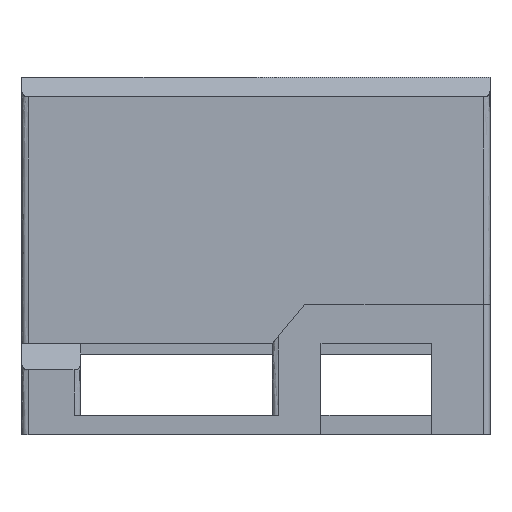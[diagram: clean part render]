
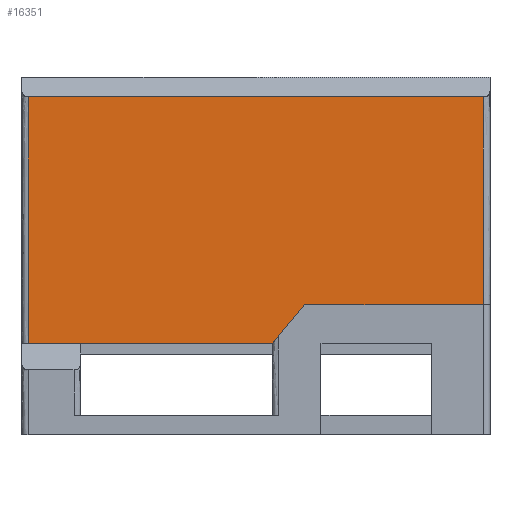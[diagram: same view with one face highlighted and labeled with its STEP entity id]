
A CAD part, front view. The second image highlights one B-rep face of the part: STEP entity #16351.
In plain terms, the highlighted planar face has unit normal (0, -1, 0).
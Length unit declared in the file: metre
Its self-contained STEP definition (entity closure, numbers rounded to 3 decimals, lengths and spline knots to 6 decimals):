
#625=B_SPLINE_CURVE_WITH_KNOTS('',3,(#23356,#23357,#23358,#23359),.UNSPECIFIED.,.F.,.F.,(4,4),(0.,1.),.UNSPECIFIED.);
#626=B_SPLINE_CURVE_WITH_KNOTS('',3,(#23363,#23364,#23365,#23366),.UNSPECIFIED.,.F.,.F.,(4,4),(0.,1.),.UNSPECIFIED.);
#1946=ORIENTED_EDGE('',*,*,#6985,.F.);
#1947=ORIENTED_EDGE('',*,*,#6986,.T.);
#1948=ORIENTED_EDGE('',*,*,#6987,.T.);
#1949=ORIENTED_EDGE('',*,*,#6988,.T.);
#1950=ORIENTED_EDGE('',*,*,#6913,.F.);
#1951=ORIENTED_EDGE('',*,*,#6989,.T.);
#6913=EDGE_CURVE('',#9439,#9440,#10913,.T.);
#6985=EDGE_CURVE('',#9501,#9502,#10970,.T.);
#6986=EDGE_CURVE('',#9501,#9503,#625,.T.);
#6987=EDGE_CURVE('',#9503,#9504,#10971,.T.);
#6988=EDGE_CURVE('',#9504,#9440,#626,.T.);
#6989=EDGE_CURVE('',#9439,#9502,#10972,.F.);
#9439=VERTEX_POINT('',#23180);
#9440=VERTEX_POINT('',#23182);
#9501=VERTEX_POINT('',#23354);
#9502=VERTEX_POINT('',#23355);
#9503=VERTEX_POINT('',#23360);
#9504=VERTEX_POINT('',#23362);
#10913=LINE('',#23181,#12535);
#10970=LINE('',#23353,#12592);
#10971=LINE('',#23361,#12593);
#10972=LINE('',#23367,#12594);
#12535=VECTOR('',#18680,1.);
#12592=VECTOR('',#18769,1.);
#12593=VECTOR('',#18770,1.);
#12594=VECTOR('',#18771,1.);
#13943=EDGE_LOOP('',(#1946,#1947,#1948,#1949,#1950,#1951));
#14939=FACE_BOUND('',#13943,.T.);
#15889=PLANE('',#17342);
#16351=ADVANCED_FACE('',(#14939),#15889,.T.);
#17342=AXIS2_PLACEMENT_3D('',#23352,#18767,#18768);
#18680=DIRECTION('',(-1.,0.,0.));
#18767=DIRECTION('',(0.,-1.,0.));
#18768=DIRECTION('',(0.,0.,-1.));
#18769=DIRECTION('',(-1.,0.,0.));
#18770=DIRECTION('',(-1.,0.,0.));
#18771=DIRECTION('',(-0.64,0.,-0.768));
#23180=CARTESIAN_POINT('',(0.0025,-0.0225,0.014));
#23181=CARTESIAN_POINT('',(0.036002,-0.0225,0.014));
#23182=CARTESIAN_POINT('',(-0.035,-0.0225,0.014));
#23352=CARTESIAN_POINT('',(0.036002,-0.0225,0.0345));
#23353=CARTESIAN_POINT('',(0.036002,-0.0225,0.02));
#23354=CARTESIAN_POINT('',(0.035,-0.0225,0.02));
#23355=CARTESIAN_POINT('',(0.0075,-0.0225,0.02));
#23356=CARTESIAN_POINT('',(0.035,-0.0225,0.02));
#23357=CARTESIAN_POINT('',(0.035,-0.0225,0.030667));
#23358=CARTESIAN_POINT('',(0.035,-0.0225,0.041333));
#23359=CARTESIAN_POINT('',(0.035,-0.0225,0.052));
#23360=CARTESIAN_POINT('',(0.035,-0.0225,0.052));
#23361=CARTESIAN_POINT('',(0.036002,-0.0225,0.052));
#23362=CARTESIAN_POINT('',(-0.035,-0.0225,0.052));
#23363=CARTESIAN_POINT('',(-0.035,-0.0225,0.052));
#23364=CARTESIAN_POINT('',(-0.035,-0.0225,0.039333));
#23365=CARTESIAN_POINT('',(-0.035,-0.0225,0.026667));
#23366=CARTESIAN_POINT('',(-0.035,-0.0225,0.014));
#23367=CARTESIAN_POINT('',(0.0025,-0.0225,0.014));
